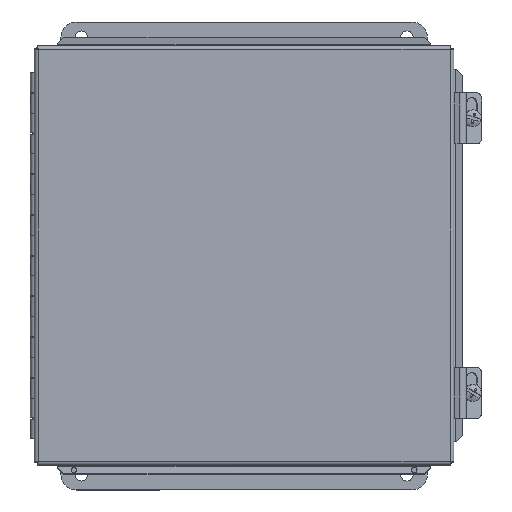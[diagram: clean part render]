
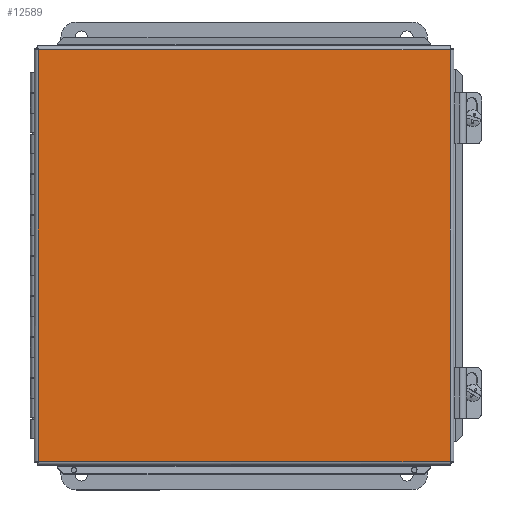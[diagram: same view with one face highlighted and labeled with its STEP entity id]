
A CAD part, top view. The second image highlights one B-rep face of the part: STEP entity #12589.
In plain terms, the highlighted face is planar.
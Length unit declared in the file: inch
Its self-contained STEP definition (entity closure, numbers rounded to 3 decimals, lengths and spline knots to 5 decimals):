
#11908=CARTESIAN_POINT('',(10.21675,0.09325,0.));
#11909=VERTEX_POINT('',#11908);
#11920=CARTESIAN_POINT('',(10.21675,10.21675,0.));
#11921=VERTEX_POINT('',#11920);
#11922=CARTESIAN_POINT('',(10.21675,10.21675,0.));
#11923=DIRECTION('',(0.0,-1.0,0.0));
#11924=VECTOR('',#11923,10.1235);
#11925=LINE('',#11922,#11924);
#11926=EDGE_CURVE('',#11921,#11909,#11925,.T.);
#12086=CARTESIAN_POINT('',(0.09325,0.09325,0.));
#12087=VERTEX_POINT('',#12086);
#12098=CARTESIAN_POINT('',(10.21675,0.09325,0.));
#12099=DIRECTION('',(-1.0,0.0,0.0));
#12100=VECTOR('',#12099,10.1235);
#12101=LINE('',#12098,#12100);
#12102=EDGE_CURVE('',#11909,#12087,#12101,.T.);
#12255=CARTESIAN_POINT('',(0.09325,10.21675,0.));
#12256=VERTEX_POINT('',#12255);
#12267=CARTESIAN_POINT('',(0.09325,0.09325,0.));
#12268=DIRECTION('',(0.0,1.0,0.0));
#12269=VECTOR('',#12268,10.1235);
#12270=LINE('',#12267,#12269);
#12271=EDGE_CURVE('',#12087,#12256,#12270,.T.);
#12434=CARTESIAN_POINT('',(0.09325,10.21675,0.));
#12435=DIRECTION('',(1.0,0.0,0.0));
#12436=VECTOR('',#12435,10.1235);
#12437=LINE('',#12434,#12436);
#12438=EDGE_CURVE('',#12256,#11921,#12437,.T.);
#12578=CARTESIAN_POINT('',(5.155,5.155,0.));
#12579=DIRECTION('',(0.0,0.0,1.0));
#12580=DIRECTION('',(1.0,0.0,0.0));
#12581=AXIS2_PLACEMENT_3D('',#12578,#12579,#12580);
#12582=PLANE('',#12581);
#12583=ORIENTED_EDGE('',*,*,#11926,.T.);
#12584=ORIENTED_EDGE('',*,*,#12102,.T.);
#12585=ORIENTED_EDGE('',*,*,#12271,.T.);
#12586=ORIENTED_EDGE('',*,*,#12438,.T.);
#12587=EDGE_LOOP('',(#12583,#12584,#12585,#12586));
#12588=FACE_OUTER_BOUND('',#12587,.T.);
#12589=ADVANCED_FACE('',(#12588),#12582,.F.);
